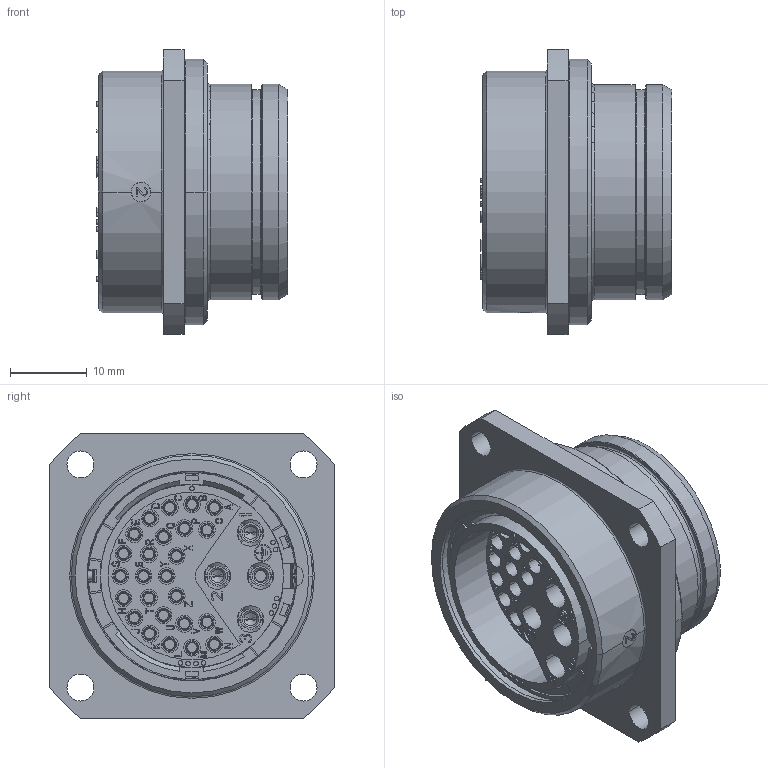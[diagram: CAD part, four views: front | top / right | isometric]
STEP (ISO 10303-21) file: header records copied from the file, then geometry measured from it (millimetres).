
FILE_DESCRIPTION((''),'2;1');
FILE_NAME('1331E529MS','2024-07-24T07:55:20',('paultorloting'),('NET AG system integration'),'CREO PARAMETRIC BY PTC INC, 2021404','CREO PARAMETRIC BY PTC INC, 2021404','');
FILE_SCHEMA(('AUTOMOTIVE_DESIGN { 1 0 10303 214 1 1 1 1 }'));
Products named in the file (1): 1331E529MS
Bounding box: 24.95 x 37 x 37 mm (x, y, z)
Volume: 12708.2 mm3; surface area: 13543.8 mm2
Topology: 1 solids, 4 shells, 2780 faces, 7154 edges, 4693 vertices
Faces by surface type: plane 1947, cylinder 556, cone 164, bspline 75, torus 38
Entity records: 105933 total; most frequent: CARTESIAN_POINT 18372, ORIENTED_EDGE 14296, DIRECTION 13818, EDGE_CURVE 7148, VECTOR 5255, LINE 5255, VERTEX_POINT 4693, AXIS2_PLACEMENT_3D 4280
